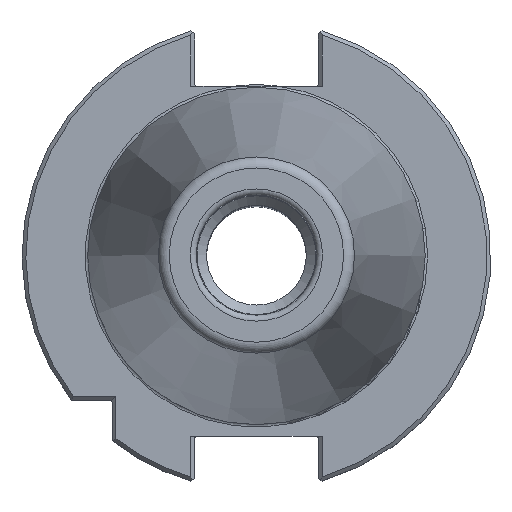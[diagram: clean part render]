
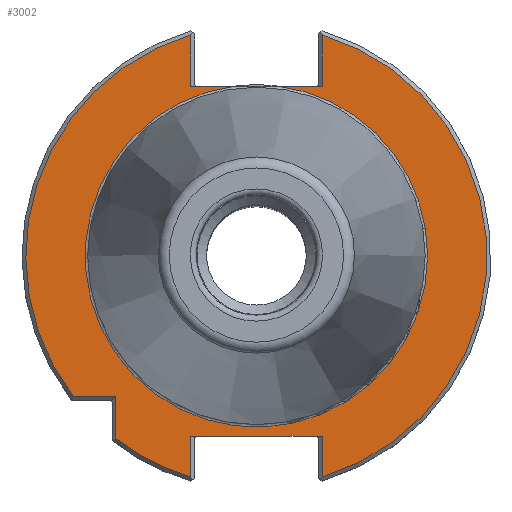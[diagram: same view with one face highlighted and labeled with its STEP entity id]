
A CAD part, top view. The second image highlights one B-rep face of the part: STEP entity #3002.
In plain terms, the highlighted planar face has unit normal (0, 0, 1).
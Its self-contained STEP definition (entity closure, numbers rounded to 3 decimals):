
#54=LINE('',#4365,#150);
#58=LINE('',#4381,#154);
#70=LINE('',#4526,#166);
#75=LINE('',#4540,#171);
#96=LINE('',#4606,#192);
#97=LINE('',#4608,#193);
#98=LINE('',#4610,#194);
#99=LINE('',#4611,#195);
#100=LINE('',#4612,#196);
#150=VECTOR('',#3614,1000.);
#154=VECTOR('',#3624,1000.);
#166=VECTOR('',#3700,1000.);
#171=VECTOR('',#3711,1000.);
#192=VECTOR('',#3770,1000.);
#193=VECTOR('',#3773,1000.);
#194=VECTOR('',#3774,1000.);
#195=VECTOR('',#3775,1000.);
#196=VECTOR('',#3776,1000.);
#331=PLANE('',#3244);
#812=ORIENTED_EDGE('',*,*,#1117,.T.);
#813=ORIENTED_EDGE('',*,*,#1193,.T.);
#814=ORIENTED_EDGE('',*,*,#1194,.F.);
#815=ORIENTED_EDGE('',*,*,#1195,.T.);
#816=ORIENTED_EDGE('',*,*,#1119,.T.);
#817=ORIENTED_EDGE('',*,*,#1163,.T.);
#818=ORIENTED_EDGE('',*,*,#1196,.F.);
#819=ORIENTED_EDGE('',*,*,#1115,.F.);
#820=ORIENTED_EDGE('',*,*,#1197,.F.);
#821=ORIENTED_EDGE('',*,*,#1156,.T.);
#822=ORIENTED_EDGE('',*,*,#1112,.T.);
#823=ORIENTED_EDGE('',*,*,#1111,.T.);
#824=ORIENTED_EDGE('',*,*,#1104,.T.);
#1104=EDGE_CURVE('',#1367,#1366,#54,.T.);
#1111=EDGE_CURVE('',#1370,#1367,#58,.T.);
#1112=EDGE_CURVE('',#1372,#1370,#1529,.T.);
#1115=EDGE_CURVE('',#1374,#1373,#1531,.T.);
#1117=EDGE_CURVE('',#1366,#1375,#1532,.T.);
#1119=EDGE_CURVE('',#1378,#1377,#1533,.T.);
#1156=EDGE_CURVE('',#1401,#1372,#70,.T.);
#1163=EDGE_CURVE('',#1377,#1406,#75,.T.);
#1193=EDGE_CURVE('',#1375,#1424,#96,.T.);
#1194=EDGE_CURVE('',#1425,#1424,#97,.T.);
#1195=EDGE_CURVE('',#1425,#1378,#98,.T.);
#1196=EDGE_CURVE('',#1373,#1406,#99,.T.);
#1197=EDGE_CURVE('',#1401,#1374,#100,.T.);
#1366=VERTEX_POINT('',#4364);
#1367=VERTEX_POINT('',#4366);
#1370=VERTEX_POINT('',#4377);
#1372=VERTEX_POINT('',#4384);
#1373=VERTEX_POINT('',#4391);
#1374=VERTEX_POINT('',#4392);
#1375=VERTEX_POINT('',#4399);
#1377=VERTEX_POINT('',#4407);
#1378=VERTEX_POINT('',#4409);
#1401=VERTEX_POINT('',#4527);
#1406=VERTEX_POINT('',#4539);
#1424=VERTEX_POINT('',#4605);
#1425=VERTEX_POINT('',#4609);
#1529=CIRCLE('',#3191,47.95);
#1531=CIRCLE('',#3194,35.591);
#1532=CIRCLE('',#3196,47.95);
#1533=CIRCLE('',#3198,47.95);
#1712=EDGE_LOOP('',(#812,#813,#814,#815,#816,#817,#818,#819,#820,#821,#822,
#823,#824));
#1904=FACE_BOUND('',#1712,.T.);
#3002=ADVANCED_FACE('',(#1904),#331,.T.);
#3191=AXIS2_PLACEMENT_3D('',#4383,#3627,#3628);
#3194=AXIS2_PLACEMENT_3D('',#4393,#3633,#3634);
#3196=AXIS2_PLACEMENT_3D('',#4400,#3637,#3638);
#3198=AXIS2_PLACEMENT_3D('',#4408,#3641,#3642);
#3244=AXIS2_PLACEMENT_3D('',#4607,#3771,#3772);
#3614=DIRECTION('',(0.,-1.,0.));
#3624=DIRECTION('',(1.,0.,0.));
#3627=DIRECTION('',(0.,0.,1.));
#3628=DIRECTION('',(1.,0.,0.));
#3633=DIRECTION('',(0.,0.,1.));
#3634=DIRECTION('',(1.,0.,0.));
#3637=DIRECTION('',(0.,0.,1.));
#3638=DIRECTION('',(1.,0.,0.));
#3641=DIRECTION('',(0.,0.,1.));
#3642=DIRECTION('',(1.,0.,0.));
#3700=DIRECTION('',(0.,1.,0.));
#3711=DIRECTION('',(0.,-1.,0.));
#3770=DIRECTION('',(0.,1.,0.));
#3771=DIRECTION('',(0.,0.,1.));
#3772=DIRECTION('',(1.,0.,0.));
#3773=DIRECTION('',(-1.,0.,0.));
#3774=DIRECTION('',(0.,-1.,0.));
#3775=DIRECTION('',(1.,0.,0.));
#3776=DIRECTION('',(1.,0.,0.));
#4364=CARTESIAN_POINT('',(-29.2,-38.034,-3.2));
#4365=CARTESIAN_POINT('',(-29.2,-38.616,-3.2));
#4366=CARTESIAN_POINT('',(-29.2,-29.2,-3.2));
#4377=CARTESIAN_POINT('',(-38.034,-29.2,-3.2));
#4381=CARTESIAN_POINT('',(-30.,-29.2,-3.2));
#4383=CARTESIAN_POINT('',(0.,0.,-3.2));
#4384=CARTESIAN_POINT('',(-13.65,45.966,-3.2));
#4391=CARTESIAN_POINT('',(4.543,35.3,-3.2));
#4392=CARTESIAN_POINT('',(-4.543,35.3,-3.2));
#4393=CARTESIAN_POINT('',(0.,0.,-3.2));
#4399=CARTESIAN_POINT('',(-13.65,-45.966,-3.2));
#4400=CARTESIAN_POINT('',(0.,0.,-3.2));
#4407=CARTESIAN_POINT('',(13.65,45.966,-3.2));
#4408=CARTESIAN_POINT('',(0.,0.,-3.2));
#4409=CARTESIAN_POINT('',(13.65,-45.966,-3.2));
#4526=CARTESIAN_POINT('',(-13.65,47.181,-3.2));
#4527=CARTESIAN_POINT('',(-13.65,35.3,-3.2));
#4539=CARTESIAN_POINT('',(13.65,35.3,-3.2));
#4540=CARTESIAN_POINT('',(13.65,35.3,-3.2));
#4605=CARTESIAN_POINT('',(-13.65,-37.5,-3.2));
#4606=CARTESIAN_POINT('',(-13.65,-37.5,-3.2));
#4607=CARTESIAN_POINT('',(35.591,0.,-3.2));
#4608=CARTESIAN_POINT('',(12.85,-37.5,-3.2));
#4609=CARTESIAN_POINT('',(13.65,-37.5,-3.2));
#4610=CARTESIAN_POINT('',(13.65,-47.181,-3.2));
#4611=CARTESIAN_POINT('',(-12.85,35.3,-3.2));
#4612=CARTESIAN_POINT('',(-12.85,35.3,-3.2));
